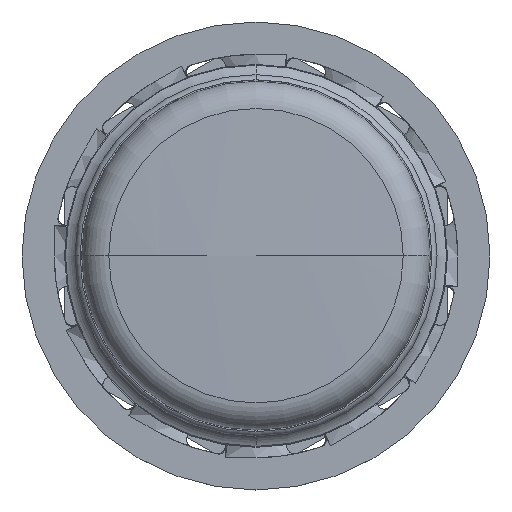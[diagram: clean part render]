
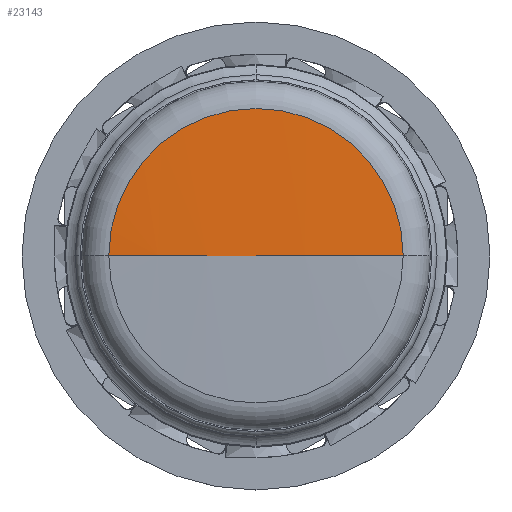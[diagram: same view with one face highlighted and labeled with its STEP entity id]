
A CAD part, top view. The second image highlights one B-rep face of the part: STEP entity #23143.
In plain terms, the highlighted spherical face has radius 228.6 mm.
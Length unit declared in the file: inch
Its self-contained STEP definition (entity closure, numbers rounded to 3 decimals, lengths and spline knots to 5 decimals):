
#23055=CARTESIAN_POINT('',(0.,0.,1.8096));
#23056=DIRECTION('',(0.,0.,1.));
#23057=DIRECTION('',(1.,0.,0.));
#23058=AXIS2_PLACEMENT_3D('',#23055,#23056,#23057);
#23070=CARTESIAN_POINT('',(0.,0.,-7.18));
#23071=DIRECTION('',(0.,1.,0.));
#23072=DIRECTION('',(0.,0.,1.));
#23073=AXIS2_PLACEMENT_3D('',#23070,#23071,#23072);
#23075=CARTESIAN_POINT('',(0.,0.,-7.18));
#23076=DIRECTION('',(0.,-1.,0.));
#23077=DIRECTION('',(0.,0.,1.));
#23078=AXIS2_PLACEMENT_3D('',#23075,#23076,#23077);
#23080=CARTESIAN_POINT('',(-0.43254,0.,1.8096));
#23081=CARTESIAN_POINT('',(0.43254,0.,1.8096));
#23082=VERTEX_POINT('',#23080);
#23083=VERTEX_POINT('',#23081);
#23088=CARTESIAN_POINT('',(0.,0.,1.82));
#23089=VERTEX_POINT('',#23088);
#23133=CARTESIAN_POINT('',(0.,0.,-7.18));
#23134=DIRECTION('',(0.,0.,1.));
#23135=DIRECTION('',(-1.,0.,0.));
#23136=AXIS2_PLACEMENT_3D('',#23133,#23134,#23135);
#23137=SPHERICAL_SURFACE('',#23136,9.);
#23138=ORIENTED_EDGE('',*,*,#23124,.F.);
#23139=ORIENTED_EDGE('',*,*,#23099,.F.);
#23140=ORIENTED_EDGE('',*,*,#23097,.T.);
#23141=EDGE_LOOP('',(#23138,#23139,#23140));
#23142=FACE_OUTER_BOUND('',#23141,.F.);
#23143=ADVANCED_FACE('',(#23142),#23137,.T.);
#23059=CIRCLE('',#23058,0.43254);
#23074=CIRCLE('',#23073,9.);
#23079=CIRCLE('',#23078,9.);
#23097=EDGE_CURVE('',#23089,#23082,#23079,.T.);
#23099=EDGE_CURVE('',#23089,#23083,#23074,.T.);
#23124=EDGE_CURVE('',#23083,#23082,#23059,.T.);
